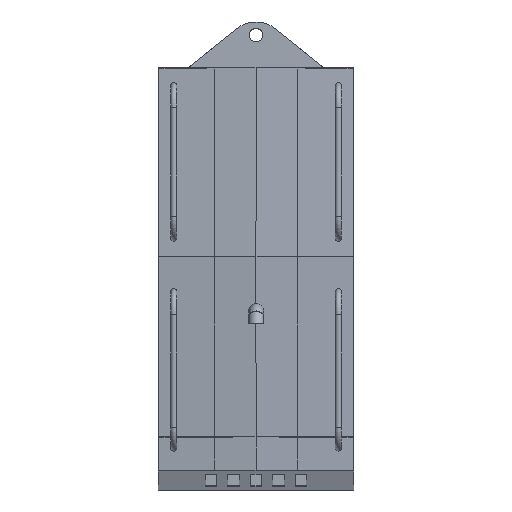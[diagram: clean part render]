
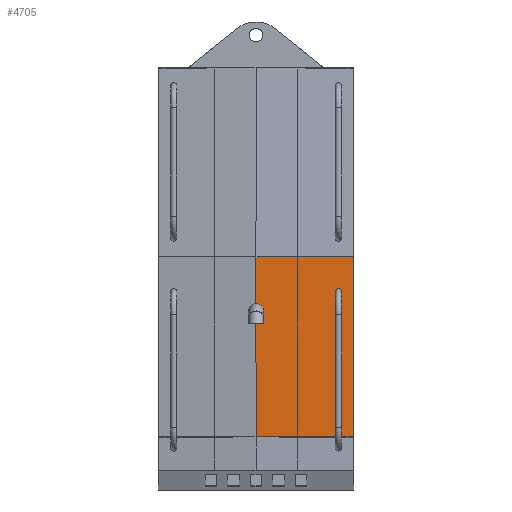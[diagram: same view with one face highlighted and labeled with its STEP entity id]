
A CAD part, top view. The second image highlights one B-rep face of the part: STEP entity #4705.
In plain terms, the highlighted planar face has unit normal (0.055, -0.058, 0.997).
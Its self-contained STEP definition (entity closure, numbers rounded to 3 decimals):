
#15=B_SPLINE_CURVE_WITH_KNOTS('',3,(#6912,#6913,#6914,#6915,#6916,#6917,
#6918,#6919,#6920,#6921,#6922,#6923,#6924,#6925,#6926,#6927,#6928,#6929,
#6930,#6931,#6932,#6933,#6934,#6935,#6936,#6937,#6938,#6939,#6940,#6941,
#6942,#6943,#6944,#6945),.UNSPECIFIED.,.F.,.F.,(4,2,2,2,2,2,2,2,2,2,2,2,
2,2,2,2,4),(0.,0.371,0.742,1.112,1.482,
1.853,2.223,2.593,2.963,3.334,
3.704,4.075,4.446,4.817,5.188,
5.559,5.93),.UNSPECIFIED.);
#16=B_SPLINE_CURVE_WITH_KNOTS('',3,(#6946,#6947,#6948,#6949,#6950,#6951,
#6952,#6953,#6954,#6955,#6956,#6957,#6958,#6959,#6960,#6961,#6962,#6963,
#6964,#6965,#6966,#6967,#6968,#6969,#6970,#6971,#6972,#6973,#6974,#6975,
#6976,#6977,#6978,#6979),.UNSPECIFIED.,.F.,.F.,(4,2,2,2,2,2,2,2,2,2,2,2,
2,2,2,2,4),(5.93,6.301,6.672,7.042,
7.412,7.783,8.153,8.523,8.894,
9.264,9.635,10.006,10.377,10.748,
11.12,11.491,11.861),.UNSPECIFIED.);
#71=ELLIPSE('',#4972,47.652,47.5);
#73=ELLIPSE('',#4974,47.652,47.5);
#358=FACE_BOUND('',#684,.T.);
#431=FACE_OUTER_BOUND('',#683,.T.);
#683=EDGE_LOOP('',(#3191,#3192,#3193,#3194,#3195,#3196,#3197));
#684=EDGE_LOOP('',(#3198,#3199));
#1001=LINE('',#6902,#1477);
#1002=LINE('',#6904,#1478);
#1003=LINE('',#6906,#1479);
#1004=LINE('',#6908,#1480);
#1005=LINE('',#6909,#1481);
#1477=VECTOR('',#5516,10.);
#1478=VECTOR('',#5517,10.);
#1479=VECTOR('',#5518,10.);
#1480=VECTOR('',#5519,10.);
#1481=VECTOR('',#5520,10.);
#1956=VERTEX_POINT('',#6858);
#1957=VERTEX_POINT('',#6860);
#1958=VERTEX_POINT('',#6862);
#1969=VERTEX_POINT('',#6901);
#1970=VERTEX_POINT('',#6903);
#1971=VERTEX_POINT('',#6905);
#1972=VERTEX_POINT('',#6907);
#1973=VERTEX_POINT('',#6910);
#1974=VERTEX_POINT('',#6911);
#2431=EDGE_CURVE('',#1957,#1956,#71,.T.);
#2433=EDGE_CURVE('',#1956,#1958,#73,.T.);
#2451=EDGE_CURVE('',#1969,#1958,#1001,.T.);
#2452=EDGE_CURVE('',#1969,#1970,#1002,.T.);
#2453=EDGE_CURVE('',#1970,#1971,#1003,.T.);
#2454=EDGE_CURVE('',#1971,#1972,#1004,.T.);
#2455=EDGE_CURVE('',#1957,#1972,#1005,.T.);
#2456=EDGE_CURVE('',#1973,#1974,#15,.T.);
#2457=EDGE_CURVE('',#1974,#1973,#16,.T.);
#3191=ORIENTED_EDGE('',*,*,#2431,.T.);
#3192=ORIENTED_EDGE('',*,*,#2433,.T.);
#3193=ORIENTED_EDGE('',*,*,#2451,.F.);
#3194=ORIENTED_EDGE('',*,*,#2452,.T.);
#3195=ORIENTED_EDGE('',*,*,#2453,.T.);
#3196=ORIENTED_EDGE('',*,*,#2454,.T.);
#3197=ORIENTED_EDGE('',*,*,#2455,.F.);
#3198=ORIENTED_EDGE('',*,*,#2456,.T.);
#3199=ORIENTED_EDGE('',*,*,#2457,.T.);
#4550=PLANE('',#4996);
#4705=ADVANCED_FACE('',(#431,#358),#4550,.T.);
#4972=AXIS2_PLACEMENT_3D('',#6861,#5462,#5463);
#4974=AXIS2_PLACEMENT_3D('',#6864,#5466,#5467);
#4996=AXIS2_PLACEMENT_3D('',#6900,#5514,#5515);
#5462=DIRECTION('center_axis',(-0.055,0.058,-0.997));
#5463=DIRECTION('ref_axis',(-0.688,0.721,0.08));
#5466=DIRECTION('center_axis',(-0.055,0.058,-0.997));
#5467=DIRECTION('ref_axis',(-0.688,0.721,0.08));
#5514=DIRECTION('center_axis',(0.055,-0.058,0.997));
#5515=DIRECTION('ref_axis',(0.998,0.,-0.055));
#5516=DIRECTION('',(0.,0.998,0.058));
#5517=DIRECTION('',(0.998,0.,-0.055));
#5518=DIRECTION('',(0.,0.998,0.058));
#5519=DIRECTION('',(-0.998,-0.002,0.055));
#5520=DIRECTION('',(0.,0.998,0.058));
#6858=CARTESIAN_POINT('',(48.75,-1196.25,2204.227));
#6860=CARTESIAN_POINT('',(0.,-1148.766,2209.674));
#6861=CARTESIAN_POINT('Origin',(1.25,-1196.25,2206.852));
#6862=CARTESIAN_POINT('',(0.,-1243.734,2204.168));
#6864=CARTESIAN_POINT('Origin',(1.25,-1196.25,2206.852));
#6900=CARTESIAN_POINT('Origin',(448.75,-916.981,2198.31));
#6901=CARTESIAN_POINT('',(0.,-2005.,2160.037));
#6902=CARTESIAN_POINT('',(0.,-918.414,2223.028));
#6903=CARTESIAN_POINT('',(630.,-2005.,2125.22));
#6904=CARTESIAN_POINT('',(222.934,-2005.,2147.717));
#6905=CARTESIAN_POINT('',(630.,-844.421,2192.5));
#6906=CARTESIAN_POINT('',(630.,-916.402,2188.327));
#6907=CARTESIAN_POINT('',(0.,-845.427,2227.259));
#6908=CARTESIAN_POINT('',(449.253,-844.71,2202.472));
#6909=CARTESIAN_POINT('',(0.,-918.414,2223.028));
#6910=CARTESIAN_POINT('',(530.,-1051.642,2186.014));
#6911=CARTESIAN_POINT('',(530.,-1091.607,2183.697));
#6912=CARTESIAN_POINT('Ctrl Pts',(530.,-1051.642,2186.014));
#6913=CARTESIAN_POINT('Ctrl Pts',(531.234,-1051.636,2185.946));
#6914=CARTESIAN_POINT('Ctrl Pts',(532.583,-1051.751,2185.865));
#6915=CARTESIAN_POINT('Ctrl Pts',(535.224,-1052.262,2185.689));
#6916=CARTESIAN_POINT('Ctrl Pts',(536.516,-1052.659,2185.595));
#6917=CARTESIAN_POINT('Ctrl Pts',(538.797,-1053.592,2185.414));
#6918=CARTESIAN_POINT('Ctrl Pts',(539.995,-1054.214,2185.312));
#6919=CARTESIAN_POINT('Ctrl Pts',(542.233,-1055.697,2185.103));
#6920=CARTESIAN_POINT('Ctrl Pts',(543.272,-1056.558,2184.995));
#6921=CARTESIAN_POINT('Ctrl Pts',(545.017,-1058.292,2184.798));
#6922=CARTESIAN_POINT('Ctrl Pts',(545.883,-1059.326,2184.69));
#6923=CARTESIAN_POINT('Ctrl Pts',(547.378,-1061.553,2184.479));
#6924=CARTESIAN_POINT('Ctrl Pts',(548.006,-1062.747,2184.375));
#6925=CARTESIAN_POINT('Ctrl Pts',(548.95,-1065.02,2184.191));
#6926=CARTESIAN_POINT('Ctrl Pts',(549.353,-1066.308,2184.094));
#6927=CARTESIAN_POINT('Ctrl Pts',(549.878,-1068.942,2183.912));
#6928=CARTESIAN_POINT('Ctrl Pts',(550.,-1070.287,2183.827));
#6929=CARTESIAN_POINT('Ctrl Pts',(550.,-1072.752,2183.685));
#6930=CARTESIAN_POINT('Ctrl Pts',(549.878,-1074.098,2183.613));
#6931=CARTESIAN_POINT('Ctrl Pts',(549.354,-1076.735,2183.489));
#6932=CARTESIAN_POINT('Ctrl Pts',(548.951,-1078.026,2183.437));
#6933=CARTESIAN_POINT('Ctrl Pts',(548.008,-1080.309,2183.357));
#6934=CARTESIAN_POINT('Ctrl Pts',(547.379,-1081.51,2183.322));
#6935=CARTESIAN_POINT('Ctrl Pts',(545.884,-1083.754,2183.274));
#6936=CARTESIAN_POINT('Ctrl Pts',(545.018,-1084.796,2183.262));
#6937=CARTESIAN_POINT('Ctrl Pts',(543.272,-1086.55,2183.257));
#6938=CARTESIAN_POINT('Ctrl Pts',(542.233,-1087.422,2183.263));
#6939=CARTESIAN_POINT('Ctrl Pts',(539.994,-1088.929,2183.3));
#6940=CARTESIAN_POINT('Ctrl Pts',(538.795,-1089.564,2183.329));
#6941=CARTESIAN_POINT('Ctrl Pts',(536.515,-1090.52,2183.4));
#6942=CARTESIAN_POINT('Ctrl Pts',(535.223,-1090.931,2183.447));
#6943=CARTESIAN_POINT('Ctrl Pts',(532.583,-1091.47,2183.562));
#6944=CARTESIAN_POINT('Ctrl Pts',(531.235,-1091.6,2183.629));
#6945=CARTESIAN_POINT('Ctrl Pts',(530.,-1091.607,2183.697));
#6946=CARTESIAN_POINT('Ctrl Pts',(530.,-1091.607,2183.697));
#6947=CARTESIAN_POINT('Ctrl Pts',(528.766,-1091.614,2183.765));
#6948=CARTESIAN_POINT('Ctrl Pts',(527.418,-1091.5,2183.846));
#6949=CARTESIAN_POINT('Ctrl Pts',(524.776,-1090.99,2184.021));
#6950=CARTESIAN_POINT('Ctrl Pts',(523.484,-1090.594,2184.116));
#6951=CARTESIAN_POINT('Ctrl Pts',(521.203,-1089.663,2184.296));
#6952=CARTESIAN_POINT('Ctrl Pts',(520.005,-1089.042,2184.398));
#6953=CARTESIAN_POINT('Ctrl Pts',(517.768,-1087.561,2184.607));
#6954=CARTESIAN_POINT('Ctrl Pts',(516.729,-1086.7,2184.715));
#6955=CARTESIAN_POINT('Ctrl Pts',(514.984,-1084.966,2184.912));
#6956=CARTESIAN_POINT('Ctrl Pts',(514.118,-1083.933,2185.019));
#6957=CARTESIAN_POINT('Ctrl Pts',(512.623,-1081.706,2185.231));
#6958=CARTESIAN_POINT('Ctrl Pts',(511.995,-1080.512,2185.335));
#6959=CARTESIAN_POINT('Ctrl Pts',(511.05,-1078.239,2185.519));
#6960=CARTESIAN_POINT('Ctrl Pts',(510.647,-1076.949,2185.616));
#6961=CARTESIAN_POINT('Ctrl Pts',(510.122,-1074.313,2185.798));
#6962=CARTESIAN_POINT('Ctrl Pts',(510.,-1072.967,2185.883));
#6963=CARTESIAN_POINT('Ctrl Pts',(510.,-1070.5,2186.026));
#6964=CARTESIAN_POINT('Ctrl Pts',(510.122,-1069.153,2186.097));
#6965=CARTESIAN_POINT('Ctrl Pts',(510.647,-1066.513,2186.221));
#6966=CARTESIAN_POINT('Ctrl Pts',(511.05,-1065.22,2186.274));
#6967=CARTESIAN_POINT('Ctrl Pts',(511.994,-1062.936,2186.354));
#6968=CARTESIAN_POINT('Ctrl Pts',(512.622,-1061.735,2186.389));
#6969=CARTESIAN_POINT('Ctrl Pts',(514.117,-1059.49,2186.436));
#6970=CARTESIAN_POINT('Ctrl Pts',(514.984,-1058.447,2186.449));
#6971=CARTESIAN_POINT('Ctrl Pts',(516.73,-1056.693,2186.454));
#6972=CARTESIAN_POINT('Ctrl Pts',(517.769,-1055.821,2186.447));
#6973=CARTESIAN_POINT('Ctrl Pts',(520.007,-1054.315,2186.411));
#6974=CARTESIAN_POINT('Ctrl Pts',(521.206,-1053.68,2186.381));
#6975=CARTESIAN_POINT('Ctrl Pts',(523.487,-1052.725,2186.311));
#6976=CARTESIAN_POINT('Ctrl Pts',(524.778,-1052.315,2186.263));
#6977=CARTESIAN_POINT('Ctrl Pts',(527.418,-1051.777,2186.149));
#6978=CARTESIAN_POINT('Ctrl Pts',(528.766,-1051.649,2186.082));
#6979=CARTESIAN_POINT('Ctrl Pts',(530.,-1051.642,2186.014));
